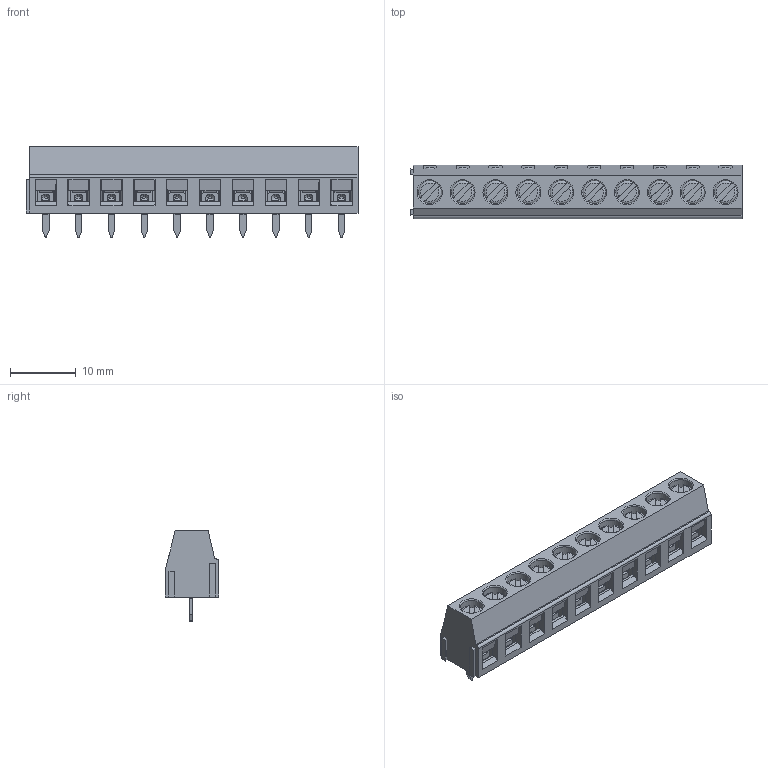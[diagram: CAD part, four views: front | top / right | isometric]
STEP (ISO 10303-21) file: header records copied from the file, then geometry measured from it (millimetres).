
FILE_DESCRIPTION(('STEP AP214'), '1');
FILE_NAME('DG127', '2019-09-29T18:21:01', ('AF'), (''), 'UNSPECIFIED', 'UNSPECIFIED', '');
FILE_SCHEMA(('AUTOMOTIVE_DESIGN { 1 0 10303 214 3 1 1}'));
Length unit declared in the file: millimetre
Assembly tree (30 placements, depth 2):
  (unnamed)
    (unnamed)  x10
    (unnamed)  x10
    (unnamed)  x10
Bounding box: 50.5 x 8.1 x 13.8 mm (x, y, z)
Volume: 2511.4 mm3; surface area: 6338.2 mm2
Topology: 31 solids, 31 shells, 1146 faces, 2862 edges, 1788 vertices
Faces by surface type: plane 925, cylinder 131, cone 60, torus 30
Full cylindrical faces by diameter (mm): 1.8 x10, 2 x10, 2.5 x10, 2.7 x10, 3.6 x10, 3.8 x10
Entity records: 18033 total; most frequent: CARTESIAN_POINT 2465, ORIENTED_EDGE 2338, DIRECTION 2205, EDGE_CURVE 1169, LINE 1077, VECTOR 1077, VERTEX_POINT 770, AXIS2_PLACEMENT_3D 564
